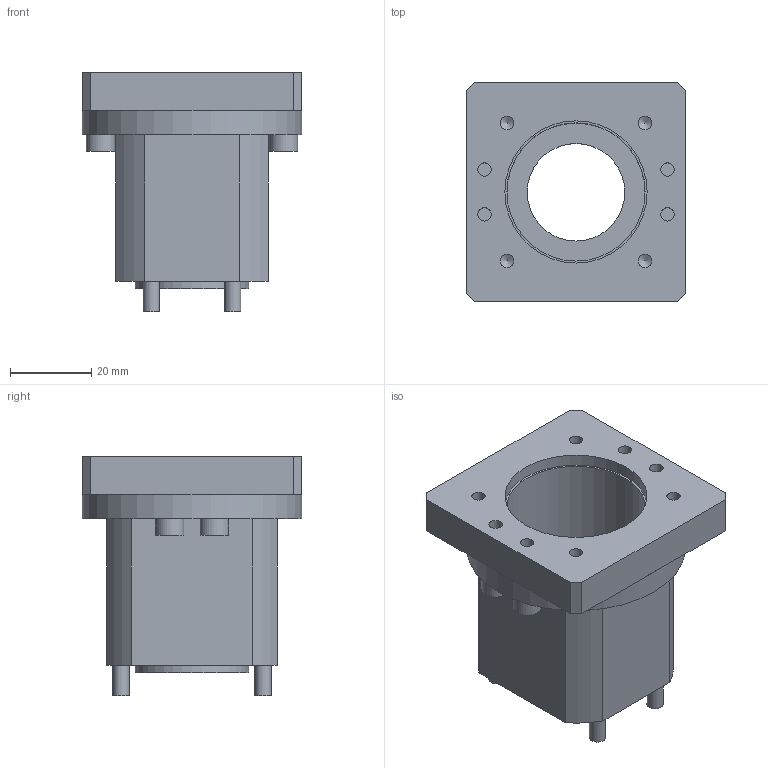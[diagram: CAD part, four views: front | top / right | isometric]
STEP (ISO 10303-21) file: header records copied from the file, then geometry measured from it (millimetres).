
FILE_DESCRIPTION(/* description */ (''),/* implementation_level */ '2;1');
FILE_NAME(/* name */ 'VK MTV40 42 X 42 EKL10.stp',/* time_stamp */ '2019-07-11T09:14:42+02:00',/* author */ ('Hypex'),/* organization */ ('Hypex'),/* preprocessor_version */ 'ST-DEVELOPER v17',/* originating_system */ 'Autodesk Inventor 2018',/* authorisation */ '');
FILE_SCHEMA (('AUTOMOTIVE_DESIGN { 1 0 10303 214 3 1 1 }'));
Length unit declared in the file: millimetre
Products named in the file (1): VK MTV40 42 X 42 EKL10
Bounding box: 54 x 54 x 58.9 mm (x, y, z)
Volume: 50451.8 mm3; surface area: 20102.9 mm2
Topology: 1 solids, 1 shells, 91 faces, 208 edges, 139 vertices
Faces by surface type: plane 62, cylinder 25, cone 4
Full cylindrical faces by diameter (mm): 3.242 x4, 3.3 x4, 4 x4, 7 x4, 24 x1, 28 x1, 34 x1, 35 x1, 54 x1
Entity records: 2596 total; most frequent: DIRECTION 451, CARTESIAN_POINT 435, ORIENTED_EDGE 408, EDGE_CURVE 204, AXIS2_PLACEMENT_3D 155, LINE 141, VECTOR 141, VERTEX_POINT 139
